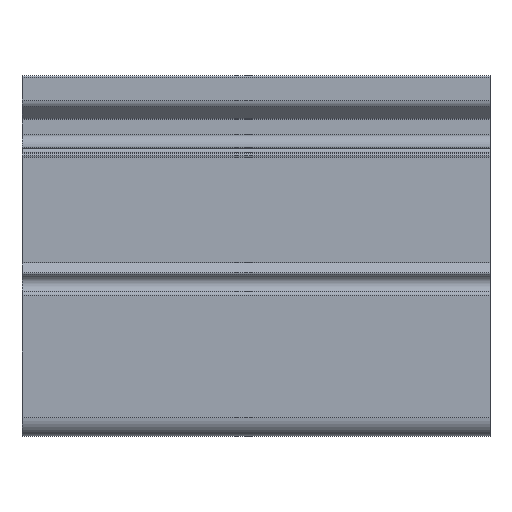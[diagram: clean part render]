
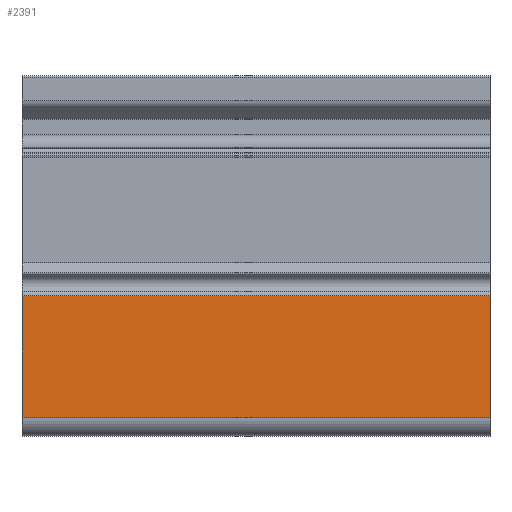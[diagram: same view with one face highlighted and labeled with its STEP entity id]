
A CAD part, front view. The second image highlights one B-rep face of the part: STEP entity #2391.
In plain terms, the highlighted planar face has unit normal (0, -1, -0.018).
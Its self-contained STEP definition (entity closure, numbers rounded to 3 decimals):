
#24 = ORIENTED_EDGE ( 'NONE', *, *, #5125, .T. ) ;
#294 = CARTESIAN_POINT ( 'NONE',  ( -40.816, 14.898, 3.991 ) ) ;
#390 = ORIENTED_EDGE ( 'NONE', *, *, #1482, .F. ) ;
#410 = VECTOR ( 'NONE', #1376, 1000. ) ;
#448 = CARTESIAN_POINT ( 'NONE',  ( -40.816, 14.443, 30.044 ) ) ;
#925 = ORIENTED_EDGE ( 'NONE', *, *, #938, .T. ) ;
#938 = EDGE_CURVE ( 'NONE', #2800, #4280, #5572, .T. ) ;
#972 = VECTOR ( 'NONE', #2950, 1000. ) ;
#1376 = DIRECTION ( 'NONE',  ( 0., 0.017, -1. ) ) ;
#1482 = EDGE_CURVE ( 'NONE', #4864, #3095, #5636, .T. ) ;
#1650 = CARTESIAN_POINT ( 'NONE',  ( 59.184, 14.443, 30.044 ) ) ;
#1974 = CARTESIAN_POINT ( 'NONE',  ( 59.184, 14.443, 30.044 ) ) ;
#2391 = ADVANCED_FACE ( 'NONE', ( #5627 ), #3584, .F. ) ;
#2544 = DIRECTION ( 'NONE',  ( 0., 1., 0.017 ) ) ;
#2584 = AXIS2_PLACEMENT_3D ( 'NONE', #1650, #2544, #5044 ) ;
#2607 = VECTOR ( 'NONE', #3553, 1000. ) ;
#2800 = VERTEX_POINT ( 'NONE', #5363 ) ;
#2950 = DIRECTION ( 'NONE',  ( -1., 0., 0. ) ) ;
#2956 = CARTESIAN_POINT ( 'NONE',  ( 59.184, 14.898, 3.991 ) ) ;
#3095 = VERTEX_POINT ( 'NONE', #294 ) ;
#3237 = EDGE_LOOP ( 'NONE', ( #24, #390, #4507, #925 ) ) ;
#3553 = DIRECTION ( 'NONE',  ( -1., 0., 0. ) ) ;
#3572 = CARTESIAN_POINT ( 'NONE',  ( 59.184, 14.898, 3.991 ) ) ;
#3584 = PLANE ( 'NONE',  #2584 ) ;
#3875 = EDGE_CURVE ( 'NONE', #2800, #4864, #4082, .T. ) ;
#4082 = LINE ( 'NONE', #5102, #410 ) ;
#4280 = VERTEX_POINT ( 'NONE', #448 ) ;
#4356 = CARTESIAN_POINT ( 'NONE',  ( -40.816, 14.443, 30.044 ) ) ;
#4507 = ORIENTED_EDGE ( 'NONE', *, *, #3875, .F. ) ;
#4817 = DIRECTION ( 'NONE',  ( 0., 0.017, -1. ) ) ;
#4864 = VERTEX_POINT ( 'NONE', #2956 ) ;
#5044 = DIRECTION ( 'NONE',  ( 0., -0.017, 1. ) ) ;
#5102 = CARTESIAN_POINT ( 'NONE',  ( 59.184, 14.443, 30.044 ) ) ;
#5125 = EDGE_CURVE ( 'NONE', #4280, #3095, #5890, .T. ) ;
#5363 = CARTESIAN_POINT ( 'NONE',  ( 59.184, 14.443, 30.044 ) ) ;
#5572 = LINE ( 'NONE', #1974, #972 ) ;
#5627 = FACE_OUTER_BOUND ( 'NONE', #3237, .T. ) ;
#5636 = LINE ( 'NONE', #3572, #2607 ) ;
#5890 = LINE ( 'NONE', #4356, #6199 ) ;
#6199 = VECTOR ( 'NONE', #4817, 1000. ) ;
